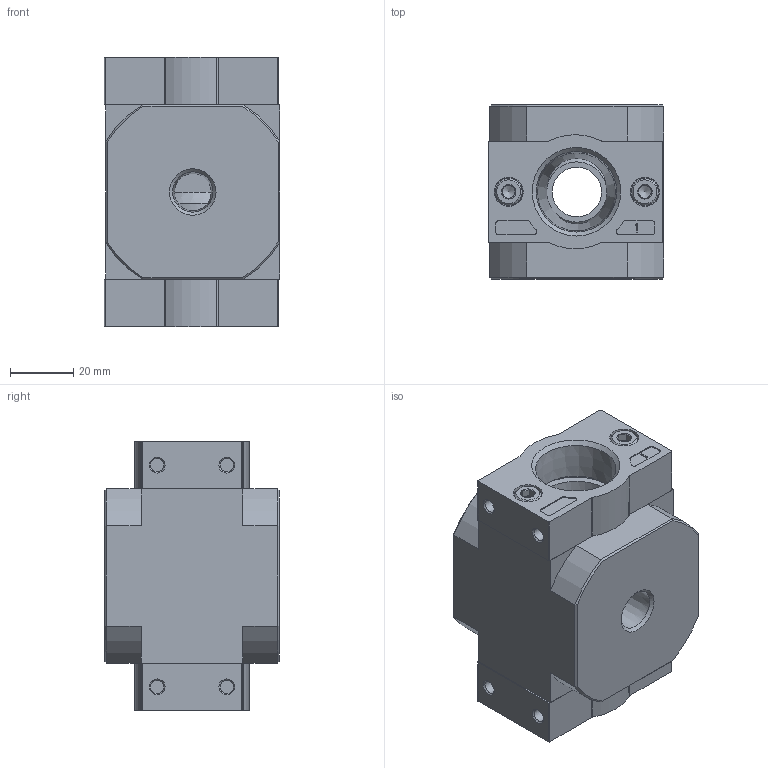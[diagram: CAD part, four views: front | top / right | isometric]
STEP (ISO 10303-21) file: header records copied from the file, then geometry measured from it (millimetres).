
FILE_DESCRIPTION(/* description */ ('STEP AP214'),/* implementation_level */ '2;1');
FILE_NAME(/* name */ '173929_FRM-3_4-D-MIDI-NPT',/* time_stamp */ '2024-08-28T18:47:31+02:00',/* author */ ('License CC BY-ND 4.0'),/* organization */ ('CADENAS'),/* preprocessor_version */ 'ST-DEVELOPER v19.3',/* originating_system */ 'PARTsolutions',/* authorisation */ ' ');
FILE_SCHEMA (('AUTOMOTIVE_DESIGN {1 0 10303 214 3 1 1}'));
Length unit declared in the file: millimetre
Products named in the file (7): 173929 FRM-3/4-D-MIDI-NPT; 733305 FRM-...-D-MIDI-NPT; 369989 LF-D-MIDI; 679806 PBL-3/4-D-MIDI-R-NPT--P1; DIN-912 - M5x18(F); 679805 PBL-3/4-D-MIDI-L-NPT--P1; 31785 B-1/2-NPT
Assembly tree (10 placements, depth 2):
  173929 FRM-3/4-D-MIDI-NPT
    733305 FRM-...-D-MIDI-NPT
    369989 LF-D-MIDI  x2
    679806 PBL-3/4-D-MIDI-R-NPT--P1
    DIN-912 - M5x18(F)  x4
    679805 PBL-3/4-D-MIDI-L-NPT--P1
    31785 B-1/2-NPT
Bounding box: 55.5 x 55 x 85 mm (x, y, z)
Volume: 173680.8 mm3; surface area: 46427.4 mm2
Topology: 10 solids, 10 shells, 355 faces, 781 edges, 472 vertices
Faces by surface type: plane 167, cone 101, cylinder 86, torus 1
Full cylindrical faces by diameter (mm): 4.134 x8, 5 x4, 7.3 x4, 7.5 x2, 8.5 x4, 9.525 x1, 15.6 x1, 22 x1, 22.5 x1, 26.4 x1, 29.7 x1, 30 x1, 30.8 x1, 52 x1
Entity records: 7645 total; most frequent: CARTESIAN_POINT 1307, DIRECTION 1246, ORIENTED_EDGE 1034, EDGE_CURVE 517, AXIS2_PLACEMENT_3D 498, FACE_BOUND 370, EDGE_LOOP 366, VERTEX_POINT 365
